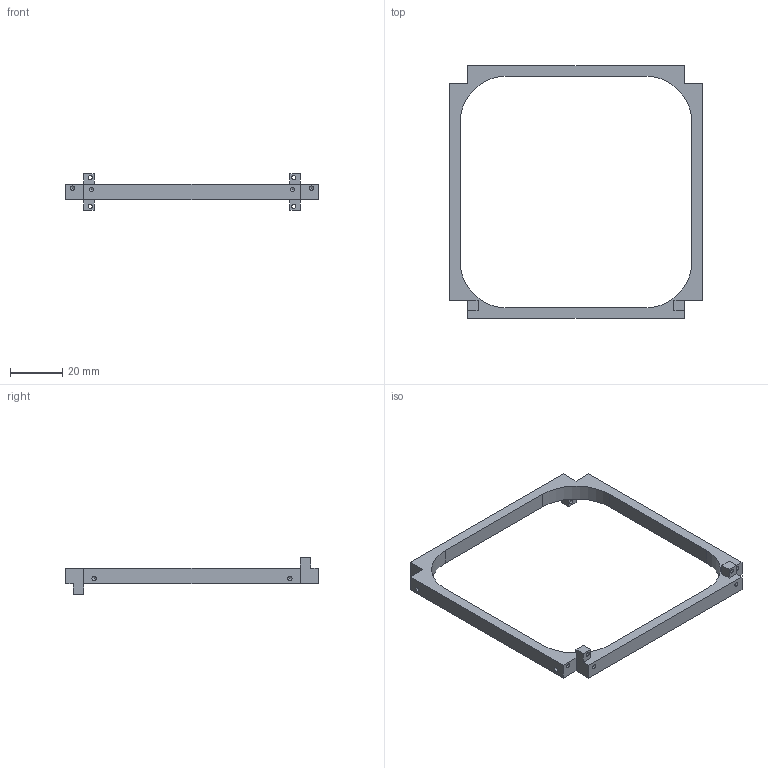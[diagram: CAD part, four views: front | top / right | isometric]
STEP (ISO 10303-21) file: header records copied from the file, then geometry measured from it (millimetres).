
FILE_DESCRIPTION(/* description */ (''),/* implementation_level */ '2;1');
FILE_NAME(/* name */ '3_2U_STD.step',/* time_stamp */ '2023-12-22T11:54:10+09:00',/* author */ (''),/* organization */ (''),/* preprocessor_version */ 'ST-DEVELOPER v20',/* originating_system */ 'Autodesk Translation Framework v12.14.0.127',/* authorisation */ '');
FILE_SCHEMA (('AUTOMOTIVE_DESIGN { 1 0 10303 214 3 1 1 }'));
Length unit declared in the file: millimetre
Products named in the file (1): FM_FRAME BIRDS-X_0Z
Bounding box: 96.8 x 96.8 x 14 mm (x, y, z)
Volume: 9491 mm3; surface area: 8121.4 mm2
Topology: 1 solids, 1 shells, 66 faces, 176 edges, 112 vertices
Faces by surface type: plane 34, cylinder 20, cone 12
Full cylindrical faces by diameter (mm): 1.623 x16
Entity records: 2025 total; most frequent: CARTESIAN_POINT 343, DIRECTION 338, ORIENTED_EDGE 328, EDGE_CURVE 164, LINE 124, VECTOR 124, VERTEX_POINT 112, AXIS2_PLACEMENT_3D 107
